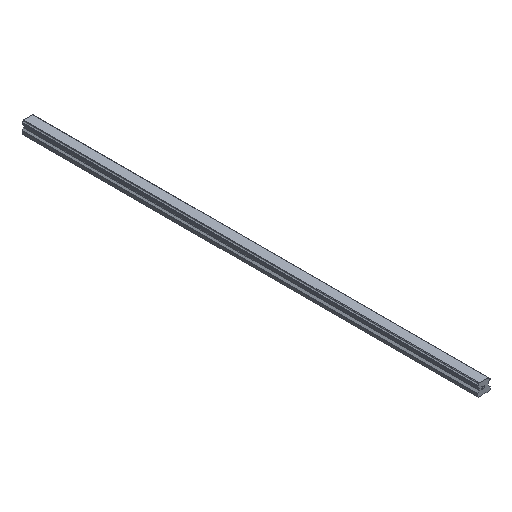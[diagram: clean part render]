
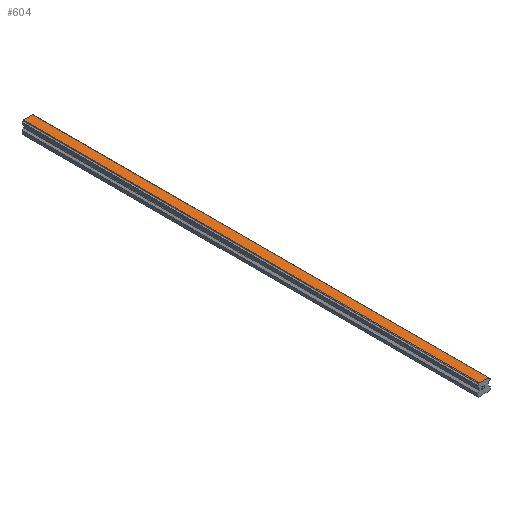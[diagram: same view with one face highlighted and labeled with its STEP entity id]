
A CAD part, isometric view. The second image highlights one B-rep face of the part: STEP entity #604.
In plain terms, the highlighted planar face has unit normal (0, 0, 1).
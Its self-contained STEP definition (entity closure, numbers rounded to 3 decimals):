
#604=ADVANCED_FACE('',(#1229),#1230,.T.);
#1229=FACE_OUTER_BOUND('',#1868,.T.);
#1230=PLANE('',#1869);
#1868=EDGE_LOOP('',(#3776,#3777,#3778,#3779));
#1869=AXIS2_PLACEMENT_3D('',#3780,#3781,#3782);
#3776=ORIENTED_EDGE('',*,*,#4449,.T.);
#3777=ORIENTED_EDGE('',*,*,#4727,.F.);
#3778=ORIENTED_EDGE('',*,*,#4313,.F.);
#3779=ORIENTED_EDGE('',*,*,#4725,.T.);
#3780=CARTESIAN_POINT('',(0.0,830.0,22.));
#3781=DIRECTION('',(0.0,0.0,1.0));
#3782=DIRECTION('',(-1.0,0.0,-0.0));
#4313=EDGE_CURVE('',#5341,#5343,#5344,.T.);
#4449=EDGE_CURVE('',#5570,#5568,#5571,.T.);
#4725=EDGE_CURVE('',#5341,#5570,#5922,.T.);
#4727=EDGE_CURVE('',#5343,#5568,#5924,.T.);
#5341=VERTEX_POINT('',#6718);
#5343=VERTEX_POINT('',#6721);
#5344=LINE('',#6722,#6723);
#5568=VERTEX_POINT('',#7035);
#5570=VERTEX_POINT('',#7038);
#5571=LINE('',#7039,#7040);
#5922=LINE('',#7479,#7480);
#5924=LINE('',#7482,#7483);
#6718=CARTESIAN_POINT('',(-8.3,830.0,22.));
#6721=CARTESIAN_POINT('',(8.3,830.0,22.));
#6722=CARTESIAN_POINT('',(-8.3,830.0,22.));
#6723=VECTOR('',#8016,1.0);
#7035=CARTESIAN_POINT('',(8.3,0.0,22.));
#7038=CARTESIAN_POINT('',(-8.3,0.0,22.));
#7039=CARTESIAN_POINT('',(-8.3,0.0,22.));
#7040=VECTOR('',#8172,1.0);
#7479=CARTESIAN_POINT('',(-8.3,830.0,22.));
#7480=VECTOR('',#8546,1.0);
#7482=CARTESIAN_POINT('',(8.3,830.0,22.));
#7483=VECTOR('',#8547,1.0);
#8016=DIRECTION('',(1.0,0.0,0.0));
#8172=DIRECTION('',(1.0,0.0,0.0));
#8546=DIRECTION('',(0.0,-1.0,0.0));
#8547=DIRECTION('',(0.0,-1.0,0.0));
